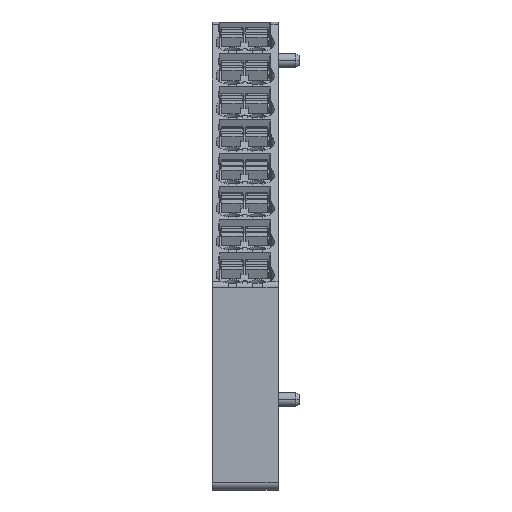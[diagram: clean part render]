
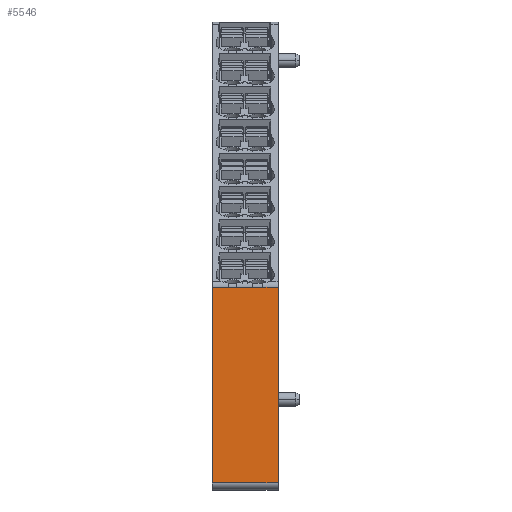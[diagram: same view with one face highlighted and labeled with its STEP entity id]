
A CAD part, front view. The second image highlights one B-rep face of the part: STEP entity #5546.
In plain terms, the highlighted planar face has unit normal (0, -1, 0).
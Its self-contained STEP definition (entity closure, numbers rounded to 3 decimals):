
#5526=AXIS2_PLACEMENT_3D('Plane Axis2P3D',#5523,#5524,#5525) ;
#919=CARTESIAN_POINT('Vertex',(9.2,0.,28.397)) ;
#922=CARTESIAN_POINT('Line Origine',(9.2,0.,14.699)) ;
#926=CARTESIAN_POINT('Vertex',(9.2,0.,1.)) ;
#5444=CARTESIAN_POINT('Vertex',(0.,0.,28.397)) ;
#5447=CARTESIAN_POINT('Line Origine',(4.6,0.,28.397)) ;
#5523=CARTESIAN_POINT('Axis2P3D Location',(0.,0.,28.9)) ;
#5528=CARTESIAN_POINT('Line Origine',(4.6,0.,1.)) ;
#5532=CARTESIAN_POINT('Vertex',(0.,0.,1.)) ;
#5535=CARTESIAN_POINT('Line Origine',(0.,0.,14.699)) ;
#923=DIRECTION('Vector Direction',(0.,0.,-1.)) ;
#5448=DIRECTION('Vector Direction',(-1.,0.,0.)) ;
#5524=DIRECTION('Axis2P3D Direction',(0.,-1.,0.)) ;
#5525=DIRECTION('Axis2P3D XDirection',(0.,0.,-1.)) ;
#5529=DIRECTION('Vector Direction',(1.,0.,0.)) ;
#5536=DIRECTION('Vector Direction',(0.,0.,-1.)) ;
#924=VECTOR('Line Direction',#923,1.) ;
#5449=VECTOR('Line Direction',#5448,1.) ;
#5530=VECTOR('Line Direction',#5529,1.) ;
#5537=VECTOR('Line Direction',#5536,1.) ;
#5541=ORIENTED_EDGE('',*,*,#5534,.T.) ;
#5542=ORIENTED_EDGE('',*,*,#928,.T.) ;
#5543=ORIENTED_EDGE('',*,*,#5451,.F.) ;
#5544=ORIENTED_EDGE('',*,*,#5539,.F.) ;
#5546=ADVANCED_FACE('PPV 8 GR 35_7_5 DGR',(#5545),#5527,.T.) ;
#928=EDGE_CURVE('',#927,#920,#925,.F.) ;
#5451=EDGE_CURVE('',#5445,#920,#5450,.F.) ;
#5534=EDGE_CURVE('',#5533,#927,#5531,.T.) ;
#5539=EDGE_CURVE('',#5533,#5445,#5538,.F.) ;
#5540=EDGE_LOOP('',(#5541,#5542,#5543,#5544)) ;
#5545=FACE_OUTER_BOUND('',#5540,.T.) ;
#925=LINE('Line',#922,#924) ;
#5450=LINE('Line',#5447,#5449) ;
#5531=LINE('Line',#5528,#5530) ;
#5538=LINE('Line',#5535,#5537) ;
#5527=PLANE('',#5526) ;
#920=VERTEX_POINT('',#919) ;
#927=VERTEX_POINT('',#926) ;
#5445=VERTEX_POINT('',#5444) ;
#5533=VERTEX_POINT('',#5532) ;
